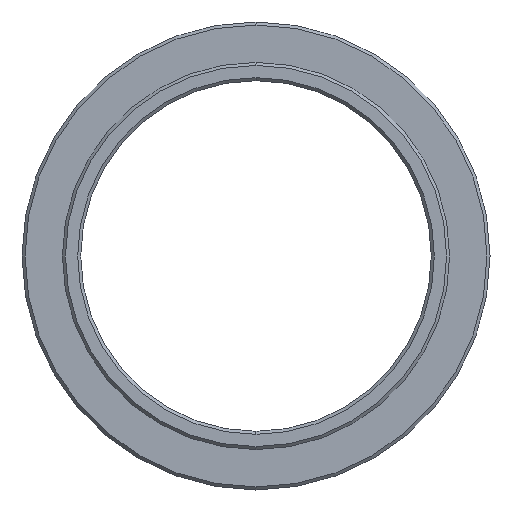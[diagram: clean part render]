
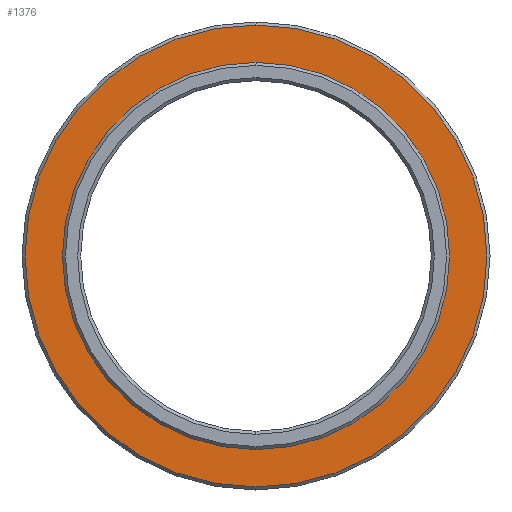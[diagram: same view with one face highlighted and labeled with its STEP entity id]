
A CAD part, left-side view. The second image highlights one B-rep face of the part: STEP entity #1376.
In plain terms, the highlighted planar face has unit normal (-1, 0, 0).
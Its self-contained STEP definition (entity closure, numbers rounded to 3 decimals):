
#6 = AXIS2_PLACEMENT_3D ( 'NONE', #492, #383, #266 ) ;
#25 = AXIS2_PLACEMENT_3D ( 'NONE', #518, #753, #1188 ) ;
#41 = EDGE_LOOP ( 'NONE', ( #712, #295 ) ) ;
#53 = CIRCLE ( 'NONE', #1275, 15.15 ) ;
#148 = AXIS2_PLACEMENT_3D ( 'NONE', #659, #1407, #767 ) ;
#169 = EDGE_CURVE ( 'NONE', #854, #849, #286, .T. ) ;
#213 = PLANE ( 'NONE',  #148 ) ;
#231 = DIRECTION ( 'NONE',  ( -1., 0., 0. ) ) ;
#266 = DIRECTION ( 'NONE',  ( 0., 0., 1. ) ) ;
#274 = ORIENTED_EDGE ( 'NONE', *, *, #667, .T. ) ;
#286 = CIRCLE ( 'NONE', #456, 12.445 ) ;
#295 = ORIENTED_EDGE ( 'NONE', *, *, #169, .F. ) ;
#297 = VERTEX_POINT ( 'NONE', #1289 ) ;
#383 = DIRECTION ( 'NONE',  ( -1., 0., 0. ) ) ;
#429 = CARTESIAN_POINT ( 'NONE',  ( -4.5, 0., -12.445 ) ) ;
#456 = AXIS2_PLACEMENT_3D ( 'NONE', #1000, #231, #899 ) ;
#463 = EDGE_CURVE ( 'NONE', #297, #679, #53, .T. ) ;
#488 = EDGE_CURVE ( 'NONE', #849, #854, #904, .T. ) ;
#492 = CARTESIAN_POINT ( 'NONE',  ( -4.5, 0., 0. ) ) ;
#518 = CARTESIAN_POINT ( 'NONE',  ( -4.5, 0., 0. ) ) ;
#561 = DIRECTION ( 'NONE',  ( -1., 0., 0. ) ) ;
#606 = FACE_OUTER_BOUND ( 'NONE', #644, .T. ) ;
#644 = EDGE_LOOP ( 'NONE', ( #683, #274 ) ) ;
#659 = CARTESIAN_POINT ( 'NONE',  ( -4.5, 15.35, 0. ) ) ;
#667 = EDGE_CURVE ( 'NONE', #679, #297, #1008, .T. ) ;
#679 = VERTEX_POINT ( 'NONE', #1406 ) ;
#683 = ORIENTED_EDGE ( 'NONE', *, *, #463, .T. ) ;
#712 = ORIENTED_EDGE ( 'NONE', *, *, #488, .F. ) ;
#753 = DIRECTION ( 'NONE',  ( -1., 0., 0. ) ) ;
#767 = DIRECTION ( 'NONE',  ( 0., 0., -1. ) ) ;
#849 = VERTEX_POINT ( 'NONE', #1100 ) ;
#854 = VERTEX_POINT ( 'NONE', #429 ) ;
#871 = FACE_BOUND ( 'NONE', #41, .T. ) ;
#899 = DIRECTION ( 'NONE',  ( 0., 0., 1. ) ) ;
#904 = CIRCLE ( 'NONE', #6, 12.445 ) ;
#1000 = CARTESIAN_POINT ( 'NONE',  ( -4.5, 0., 0. ) ) ;
#1008 = CIRCLE ( 'NONE', #25, 15.15 ) ;
#1009 = CARTESIAN_POINT ( 'NONE',  ( -4.5, 0., 0. ) ) ;
#1100 = CARTESIAN_POINT ( 'NONE',  ( -4.5, 0., 12.445 ) ) ;
#1188 = DIRECTION ( 'NONE',  ( 0., 0., -1. ) ) ;
#1227 = DIRECTION ( 'NONE',  ( 0., 0., -1. ) ) ;
#1275 = AXIS2_PLACEMENT_3D ( 'NONE', #1009, #561, #1227 ) ;
#1289 = CARTESIAN_POINT ( 'NONE',  ( -4.5, 0., -15.15 ) ) ;
#1376 = ADVANCED_FACE ( 'NONE', ( #606, #871 ), #213, .F. ) ;
#1406 = CARTESIAN_POINT ( 'NONE',  ( -4.5, 0., 15.15 ) ) ;
#1407 = DIRECTION ( 'NONE',  ( 1., 0., 0. ) ) ;
